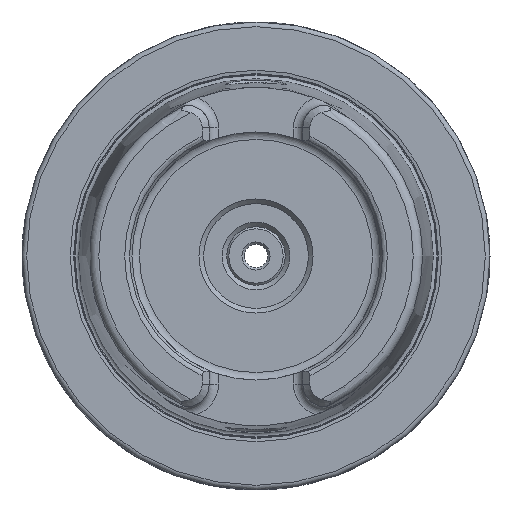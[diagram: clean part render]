
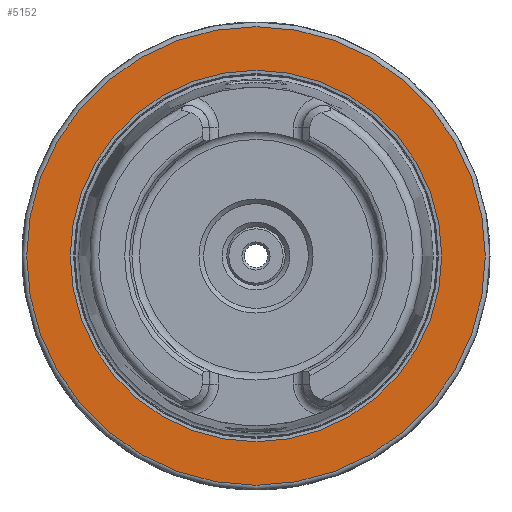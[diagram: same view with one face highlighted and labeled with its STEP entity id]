
A CAD part, left-side view. The second image highlights one B-rep face of the part: STEP entity #5152.
In plain terms, the highlighted planar face has unit normal (-1, 0, 0).
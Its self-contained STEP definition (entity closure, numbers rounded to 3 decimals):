
#457=FACE_BOUND('',#1088,.T.);
#516=PLANE('',#5687);
#771=FACE_OUTER_BOUND('',#1087,.T.);
#1087=EDGE_LOOP('',(#4203));
#1088=EDGE_LOOP('',(#4204));
#1971=CIRCLE('',#5686,39.682);
#1972=CIRCLE('',#5688,49.);
#2318=VERTEX_POINT('',#9782);
#2319=VERTEX_POINT('',#9786);
#2984=EDGE_CURVE('',#2318,#2318,#1971,.T.);
#2985=EDGE_CURVE('',#2319,#2319,#1972,.T.);
#4203=ORIENTED_EDGE('',*,*,#2985,.F.);
#4204=ORIENTED_EDGE('',*,*,#2984,.T.);
#5152=ADVANCED_FACE('',(#771,#457),#516,.T.);
#5686=AXIS2_PLACEMENT_3D('',#9784,#6605,#6606);
#5687=AXIS2_PLACEMENT_3D('',#9785,#6607,#6608);
#5688=AXIS2_PLACEMENT_3D('',#9787,#6609,#6610);
#6605=DIRECTION('center_axis',(1.,0.,0.));
#6606=DIRECTION('ref_axis',(0.,0.,-1.));
#6607=DIRECTION('center_axis',(-1.,0.,0.));
#6608=DIRECTION('ref_axis',(0.,0.,1.));
#6609=DIRECTION('center_axis',(1.,0.,0.));
#6610=DIRECTION('ref_axis',(0.,0.,-1.));
#9782=CARTESIAN_POINT('',(0.,-39.682,0.));
#9784=CARTESIAN_POINT('Origin',(0.,0.,0.));
#9785=CARTESIAN_POINT('Origin',(0.,49.,0.));
#9786=CARTESIAN_POINT('',(0.,0.,49.));
#9787=CARTESIAN_POINT('Origin',(0.,0.,0.));
